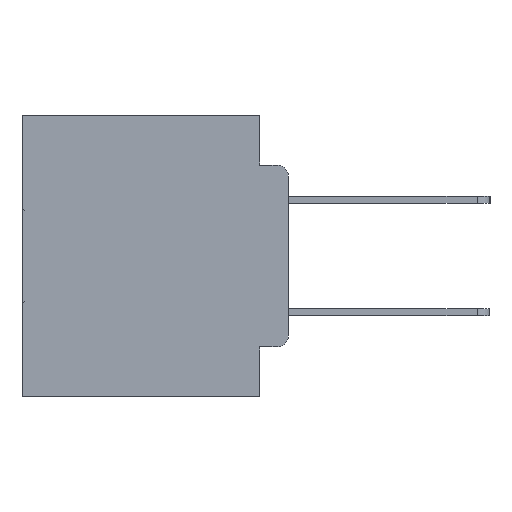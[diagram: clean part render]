
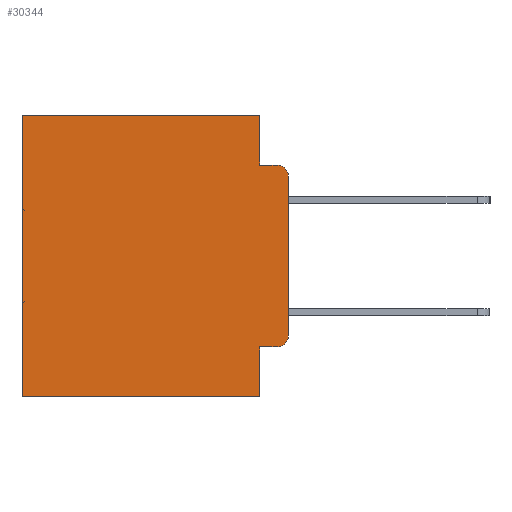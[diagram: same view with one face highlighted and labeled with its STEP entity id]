
A CAD part, left-side view. The second image highlights one B-rep face of the part: STEP entity #30344.
In plain terms, the highlighted planar face has unit normal (-1, 0, 0).
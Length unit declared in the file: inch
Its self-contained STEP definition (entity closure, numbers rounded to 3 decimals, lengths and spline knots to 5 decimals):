
#154 = DIRECTION ( 'NONE',  ( 0., 0., -1. ) ) ;
#1363 = VECTOR ( 'NONE', #13874, 39.37008 ) ;
#1556 = CARTESIAN_POINT ( 'NONE',  ( 0.298, 0.473, 0. ) ) ;
#1621 = CARTESIAN_POINT ( 'NONE',  ( 0.298, 0., -0.1085 ) ) ;
#2011 = ORIENTED_EDGE ( 'NONE', *, *, #25076, .F. ) ;
#2151 = LINE ( 'NONE', #23887, #1363 ) ;
#2182 = LINE ( 'NONE', #19681, #20940 ) ;
#2213 = CARTESIAN_POINT ( 'NONE',  ( 0.298, 0., 0. ) ) ;
#2322 = CARTESIAN_POINT ( 'NONE',  ( 0.298, 0.02, -0.0885 ) ) ;
#2510 = EDGE_CURVE ( 'NONE', #9914, #3302, #32385, .T. ) ;
#3036 = DIRECTION ( 'NONE',  ( 0., 1., 0. ) ) ;
#3234 = LINE ( 'NONE', #2213, #22737 ) ;
#3302 = VERTEX_POINT ( 'NONE', #31968 ) ;
#5037 = VECTOR ( 'NONE', #12126, 39.37008 ) ;
#5230 = CARTESIAN_POINT ( 'NONE',  ( 0.298, 0.051, 0. ) ) ;
#5794 = LINE ( 'NONE', #18374, #31862 ) ;
#6407 = DIRECTION ( 'NONE',  ( 0., 0., -1. ) ) ;
#7291 = VERTEX_POINT ( 'NONE', #1556 ) ;
#7350 = DIRECTION ( 'NONE',  ( -1., 0., 0. ) ) ;
#7723 = ORIENTED_EDGE ( 'NONE', *, *, #12658, .T. ) ;
#7895 = CARTESIAN_POINT ( 'NONE',  ( 0.298, 0.051, 0. ) ) ;
#8035 = ORIENTED_EDGE ( 'NONE', *, *, #15427, .F. ) ;
#8683 = CARTESIAN_POINT ( 'NONE',  ( 0.298, 0.051, -0.0885 ) ) ;
#9223 = CARTESIAN_POINT ( 'NONE',  ( 0.298, 0.02, -0.4115 ) ) ;
#9422 = LINE ( 'NONE', #7895, #21338 ) ;
#9775 = AXIS2_PLACEMENT_3D ( 'NONE', #22532, #7350, #25028 ) ;
#9914 = VERTEX_POINT ( 'NONE', #1621 ) ;
#10220 = PLANE ( 'NONE',  #11513 ) ;
#10297 = CARTESIAN_POINT ( 'NONE',  ( 0.298, 0.051, -0.0885 ) ) ;
#10844 = VECTOR ( 'NONE', #22942, 39.37008 ) ;
#11328 = CARTESIAN_POINT ( 'NONE',  ( 0.298, 0.051, -0.4115 ) ) ;
#11513 = AXIS2_PLACEMENT_3D ( 'NONE', #25473, #15490, #154 ) ;
#11739 = ORIENTED_EDGE ( 'NONE', *, *, #23075, .T. ) ;
#12126 = DIRECTION ( 'NONE',  ( 0., -1., 0. ) ) ;
#12658 = EDGE_CURVE ( 'NONE', #23916, #7291, #3234, .T. ) ;
#13100 = ORIENTED_EDGE ( 'NONE', *, *, #19106, .T. ) ;
#13178 = VERTEX_POINT ( 'NONE', #32075 ) ;
#13486 = ORIENTED_EDGE ( 'NONE', *, *, #15669, .T. ) ;
#13563 = VERTEX_POINT ( 'NONE', #11328 ) ;
#13874 = DIRECTION ( 'NONE',  ( 0., 0., -1. ) ) ;
#14566 = DIRECTION ( 'NONE',  ( 0., 0., -1. ) ) ;
#14594 = CARTESIAN_POINT ( 'NONE',  ( 0.298, 0.051, -0.5 ) ) ;
#14674 = DIRECTION ( 'NONE',  ( -1., 0., 0. ) ) ;
#14714 = CARTESIAN_POINT ( 'NONE',  ( 0.298, 0.051, -0.4115 ) ) ;
#14942 = ORIENTED_EDGE ( 'NONE', *, *, #16101, .F. ) ;
#15427 = EDGE_CURVE ( 'NONE', #23916, #26695, #9422, .T. ) ;
#15490 = DIRECTION ( 'NONE',  ( 1., 0., 0. ) ) ;
#15669 = EDGE_CURVE ( 'NONE', #7291, #13178, #2182, .T. ) ;
#15778 = CIRCLE ( 'NONE', #31159, 0.02 ) ;
#16101 = EDGE_CURVE ( 'NONE', #13563, #32082, #2151, .T. ) ;
#18374 = CARTESIAN_POINT ( 'NONE',  ( 0.298, 0., -0.5 ) ) ;
#19106 = EDGE_CURVE ( 'NONE', #26854, #3302, #20755, .T. ) ;
#19681 = CARTESIAN_POINT ( 'NONE',  ( 0.298, 0.473, 0. ) ) ;
#20099 = DIRECTION ( 'NONE',  ( 0., 1., 0. ) ) ;
#20668 = DIRECTION ( 'NONE',  ( 0., 0., -1. ) ) ;
#20755 = CIRCLE ( 'NONE', #9775, 0.02 ) ;
#20927 = FACE_OUTER_BOUND ( 'NONE', #23468, .T. ) ;
#20940 = VECTOR ( 'NONE', #14566, 39.37008 ) ;
#21338 = VECTOR ( 'NONE', #20668, 39.37008 ) ;
#21948 = CARTESIAN_POINT ( 'NONE',  ( 0.298, 0., 0. ) ) ;
#22229 = ORIENTED_EDGE ( 'NONE', *, *, #30747, .T. ) ;
#22532 = CARTESIAN_POINT ( 'NONE',  ( 0.298, 0.02, -0.3915 ) ) ;
#22737 = VECTOR ( 'NONE', #20099, 39.37008 ) ;
#22942 = DIRECTION ( 'NONE',  ( 0., -1., 0. ) ) ;
#23075 = EDGE_CURVE ( 'NONE', #13563, #26854, #24478, .T. ) ;
#23200 = ORIENTED_EDGE ( 'NONE', *, *, #2510, .F. ) ;
#23321 = EDGE_CURVE ( 'NONE', #32082, #13178, #5794, .T. ) ;
#23468 = EDGE_LOOP ( 'NONE', ( #23200, #22229, #2011, #8035, #7723, #13486, #27607, #14942, #11739, #13100 ) ) ;
#23887 = CARTESIAN_POINT ( 'NONE',  ( 0.298, 0.051, 0. ) ) ;
#23916 = VERTEX_POINT ( 'NONE', #5230 ) ;
#24288 = LINE ( 'NONE', #10297, #10844 ) ;
#24478 = LINE ( 'NONE', #14714, #5037 ) ;
#25028 = DIRECTION ( 'NONE',  ( 0., 0., -1. ) ) ;
#25076 = EDGE_CURVE ( 'NONE', #26695, #32586, #24288, .T. ) ;
#25473 = CARTESIAN_POINT ( 'NONE',  ( 0.298, 0., 0. ) ) ;
#25727 = VECTOR ( 'NONE', #6407, 39.37008 ) ;
#26695 = VERTEX_POINT ( 'NONE', #8683 ) ;
#26854 = VERTEX_POINT ( 'NONE', #9223 ) ;
#27607 = ORIENTED_EDGE ( 'NONE', *, *, #23321, .F. ) ;
#29737 = CARTESIAN_POINT ( 'NONE',  ( 0.298, 0.02, -0.1085 ) ) ;
#30344 = ADVANCED_FACE ( 'NONE', ( #20927 ), #10220, .F. ) ;
#30747 = EDGE_CURVE ( 'NONE', #9914, #32586, #15778, .T. ) ;
#31159 = AXIS2_PLACEMENT_3D ( 'NONE', #29737, #14674, #32235 ) ;
#31862 = VECTOR ( 'NONE', #3036, 39.37008 ) ;
#31968 = CARTESIAN_POINT ( 'NONE',  ( 0.298, 0., -0.3915 ) ) ;
#32075 = CARTESIAN_POINT ( 'NONE',  ( 0.298, 0.473, -0.5 ) ) ;
#32082 = VERTEX_POINT ( 'NONE', #14594 ) ;
#32235 = DIRECTION ( 'NONE',  ( 0., 0., -1. ) ) ;
#32385 = LINE ( 'NONE', #21948, #25727 ) ;
#32586 = VERTEX_POINT ( 'NONE', #2322 ) ;
